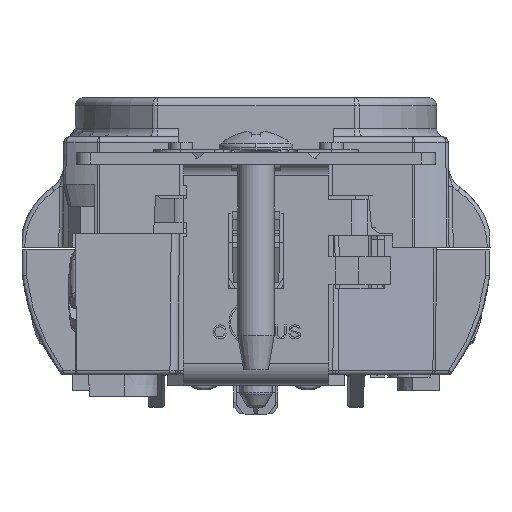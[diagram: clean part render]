
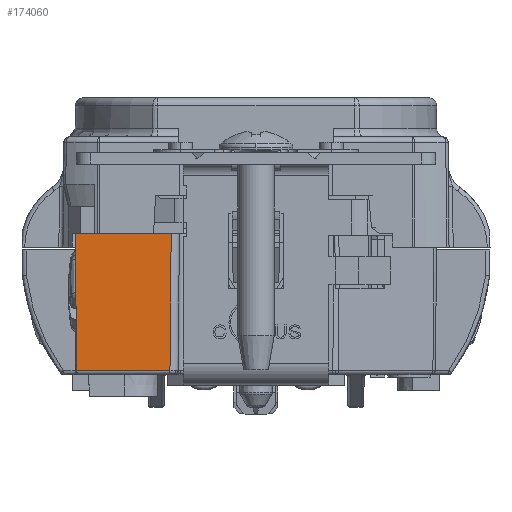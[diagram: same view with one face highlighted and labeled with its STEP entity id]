
A CAD part, front view. The second image highlights one B-rep face of the part: STEP entity #174060.
In plain terms, the highlighted planar face has unit normal (0, -1, -0.009).
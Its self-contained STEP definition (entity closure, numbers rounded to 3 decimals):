
#2656 = VECTOR ( 'NONE', #76626, 1000. ) ;
#13196 = CARTESIAN_POINT ( 'NONE',  ( -18.296, -41.914, 14.43 ) ) ;
#16956 = VECTOR ( 'NONE', #95511, 1000. ) ;
#22421 = AXIS2_PLACEMENT_3D ( 'NONE', #28518, #150432, #123586 ) ;
#24921 = CARTESIAN_POINT ( 'NONE',  ( -9.407, -41.913, 14.352 ) ) ;
#25279 = ORIENTED_EDGE ( 'NONE', *, *, #107420, .T. ) ;
#28518 = CARTESIAN_POINT ( 'NONE',  ( -18.296, -41.914, 14.43 ) ) ;
#28528 = EDGE_CURVE ( 'NONE', #150050, #51166, #70959, .T. ) ;
#33507 = CARTESIAN_POINT ( 'NONE',  ( -9.52, -41.803, 1.727 ) ) ;
#38114 = LINE ( 'NONE', #24921, #16956 ) ;
#47814 = EDGE_LOOP ( 'NONE', ( #160331, #138519, #25279, #174857 ) ) ;
#51166 = VERTEX_POINT ( 'NONE', #60566 ) ;
#54608 = EDGE_CURVE ( 'NONE', #94075, #88142, #98354, .T. ) ;
#60566 = CARTESIAN_POINT ( 'NONE',  ( -9.517, -41.803, 1.727 ) ) ;
#61197 = CARTESIAN_POINT ( 'NONE',  ( -18.296, -41.914, 14.43 ) ) ;
#61518 = LINE ( 'NONE', #139596, #174627 ) ;
#70959 = LINE ( 'NONE', #33507, #2656 ) ;
#72949 = CARTESIAN_POINT ( 'NONE',  ( -9.406, -41.914, 14.43 ) ) ;
#76626 = DIRECTION ( 'NONE',  ( 1., 0., 0. ) ) ;
#82230 = EDGE_CURVE ( 'NONE', #150050, #94075, #61518, .T. ) ;
#88142 = VERTEX_POINT ( 'NONE', #72949 ) ;
#88767 = DIRECTION ( 'NONE',  ( -0.009, -0.009, 1. ) ) ;
#89415 = FACE_OUTER_BOUND ( 'NONE', #47814, .T. ) ;
#94075 = VERTEX_POINT ( 'NONE', #61197 ) ;
#95511 = DIRECTION ( 'NONE',  ( 0.009, -0.009, 1. ) ) ;
#98354 = LINE ( 'NONE', #13196, #162431 ) ;
#107420 = EDGE_CURVE ( 'NONE', #51166, #88142, #38114, .T. ) ;
#119167 = CARTESIAN_POINT ( 'NONE',  ( -18.185, -41.803, 1.727 ) ) ;
#123586 = DIRECTION ( 'NONE',  ( 0., 0.009, -1. ) ) ;
#124937 = DIRECTION ( 'NONE',  ( 1., 0., 0. ) ) ;
#136201 = PLANE ( 'NONE',  #22421 ) ;
#138519 = ORIENTED_EDGE ( 'NONE', *, *, #28528, .T. ) ;
#139596 = CARTESIAN_POINT ( 'NONE',  ( -18.296, -41.914, 14.43 ) ) ;
#150050 = VERTEX_POINT ( 'NONE', #119167 ) ;
#150432 = DIRECTION ( 'NONE',  ( 0., -1., -0.009 ) ) ;
#160331 = ORIENTED_EDGE ( 'NONE', *, *, #82230, .F. ) ;
#162431 = VECTOR ( 'NONE', #124937, 1000. ) ;
#174060 = ADVANCED_FACE ( 'NONE', ( #89415 ), #136201, .T. ) ;
#174627 = VECTOR ( 'NONE', #88767, 1000. ) ;
#174857 = ORIENTED_EDGE ( 'NONE', *, *, #54608, .F. ) ;
